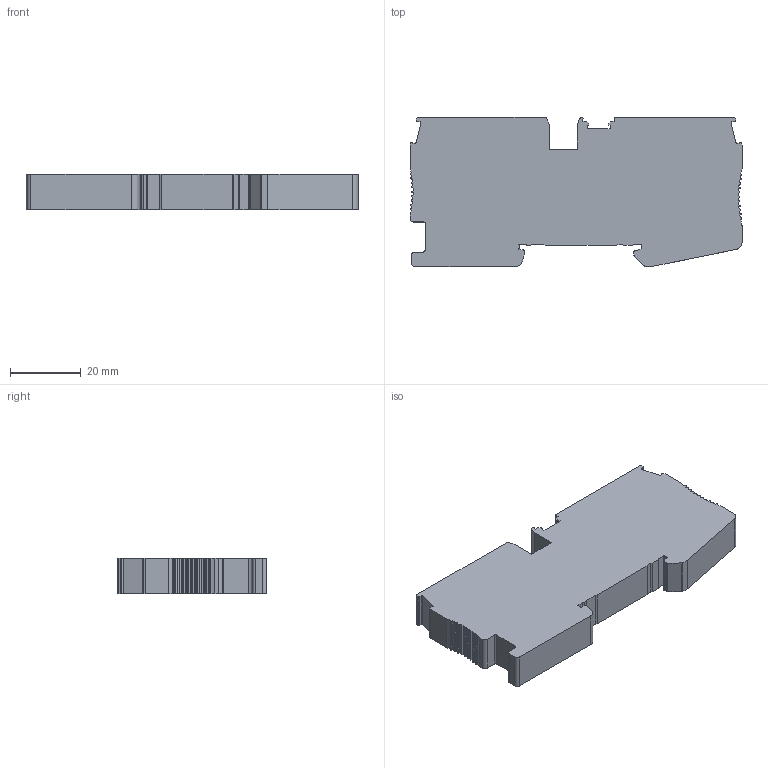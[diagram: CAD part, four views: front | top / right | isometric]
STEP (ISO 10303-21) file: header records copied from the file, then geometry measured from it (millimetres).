
FILE_DESCRIPTION((''),'2;1');
FILE_NAME('UJ6-6_2_2JD','2023-10-26T',('Administrator'),(''),'PRO/ENGINEER BY PARAMETRIC TECHNOLOGY CORPORATION, 2013230','PRO/ENGINEER BY PARAMETRIC TECHNOLOGY CORPORATION, 2013230','');
FILE_SCHEMA(('CONFIG_CONTROL_DESIGN'));
Length unit declared in the file: millimetre
Products named in the file (1): UJ6-6_2_2JD
Bounding box: 94 x 42.2 x 10 mm (x, y, z)
Volume: 29890.7 mm3; surface area: 13786.9 mm2
Topology: 1 solids, 1 shells, 285 faces, 822 edges, 548 vertices
Faces by surface type: plane 194, cylinder 91
Entity records: 9376 total; most frequent: CARTESIAN_POINT 1661, ORIENTED_EDGE 1644, DIRECTION 1570, EDGE_CURVE 822, VECTOR 640, LINE 640, VERTEX_POINT 548, AXIS2_PLACEMENT_3D 465
